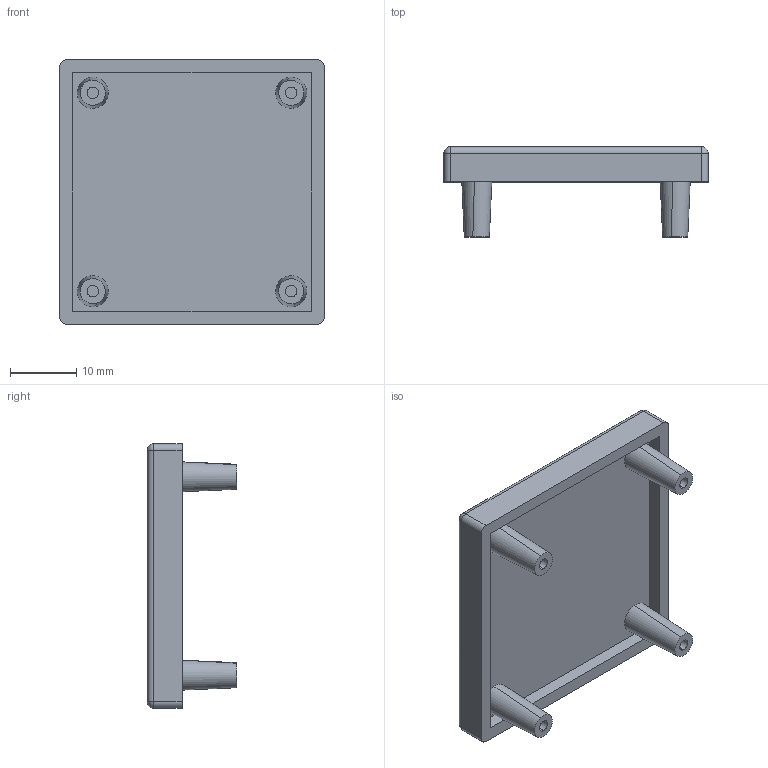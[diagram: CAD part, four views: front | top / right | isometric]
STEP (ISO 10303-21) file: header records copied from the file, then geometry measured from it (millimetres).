
FILE_DESCRIPTION (( 'STEP AP214' ), '1' );
FILE_NAME ('SNSD.30.50.39. Çàãëóøêà òîðöåâàÿ 40x40(A19).STEP', '2014-11-20T08:06:12', ( 'XTreme.ws' ), ( 'XTreme.ws' ), 'SwSTEP 2.0', 'SolidWorks 2014', '' );
FILE_SCHEMA (( 'AUTOMOTIVE_DESIGN' ));
Length unit declared in the file: millimetre
Products named in the file (1): SNSD.30.50.39. Çàãëóøêà òîðöåâàÿ 40x40(A19)
Bounding box: 40 x 13.6 x 40 mm (x, y, z)
Volume: 6339.3 mm3; surface area: 5001.7 mm2
Topology: 1 solids, 1 shells, 47 faces, 100 edges, 60 vertices
Faces by surface type: plane 19, cylinder 16, bspline 8, sphere 4
Entity records: 1340 total; most frequent: CARTESIAN_POINT 316, DIRECTION 216, ORIENTED_EDGE 192, EDGE_CURVE 96, AXIS2_PLACEMENT_3D 88, VERTEX_POINT 60, EDGE_LOOP 56, CIRCLE 48
